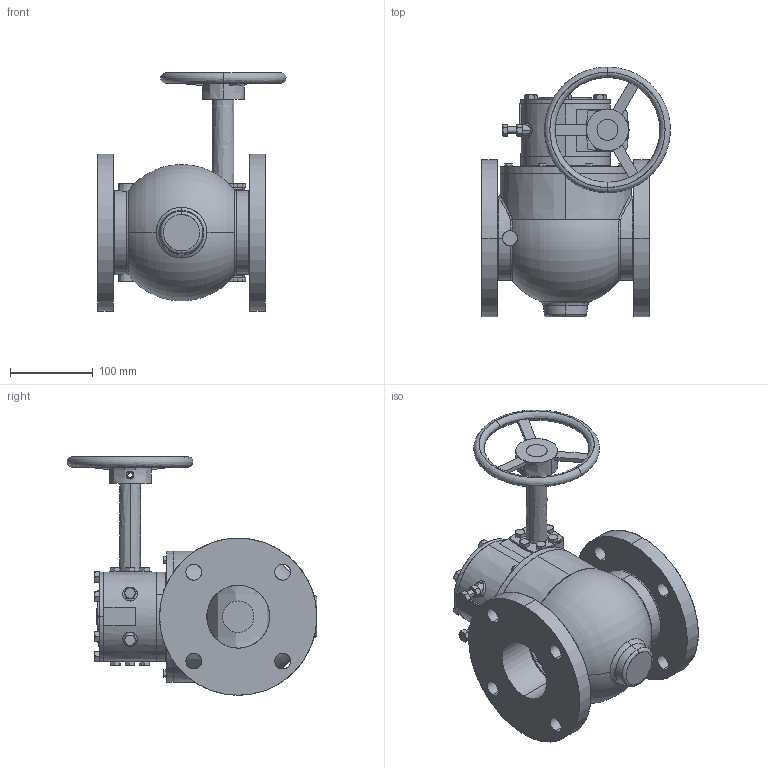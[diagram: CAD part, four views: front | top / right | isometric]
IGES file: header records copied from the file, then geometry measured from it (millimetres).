
Start section: SolidWorks IGES file using analytic representation for surfaces
Global section: file name: Plug FLxFL-3in-HandWheel.igs; native system: SolidWorks 2014; preprocessor: SolidWorks 2014; author: LN; date: 170714.072310; units: inch
Bounding box: 228.6 x 302.51 x 289.05 mm (x, y, z)
Surface area: 663782.4 mm2 (no closed solid volume)
Topology: 0 solids, 0 shells, 1601 faces, 28866 edges, 28823 vertices
Faces by surface type: revolution 895, bspline 706
